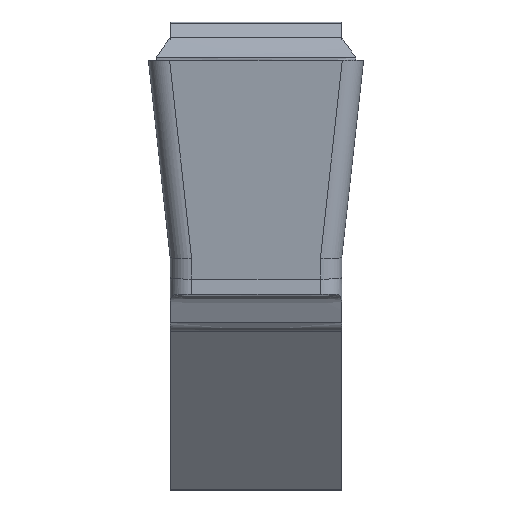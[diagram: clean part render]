
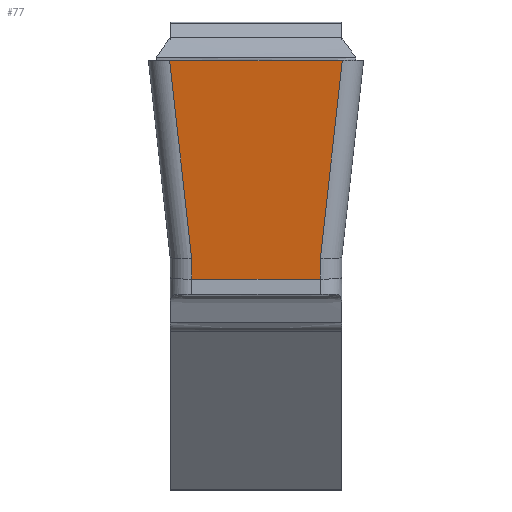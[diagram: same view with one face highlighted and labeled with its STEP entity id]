
A CAD part, front view. The second image highlights one B-rep face of the part: STEP entity #77.
In plain terms, the highlighted planar face has unit normal (0, -0.993, -0.122).
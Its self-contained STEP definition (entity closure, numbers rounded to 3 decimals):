
#77=ADVANCED_FACE('',(#128),#113,.F.);
#113=PLANE('',#730);
#128=FACE_OUTER_BOUND('',#164,.T.);
#164=EDGE_LOOP('',(#203,#204,#205,#206,#207,#208));
#203=ORIENTED_EDGE('',*,*,#457,.F.);
#204=ORIENTED_EDGE('',*,*,#458,.T.);
#205=ORIENTED_EDGE('',*,*,#459,.T.);
#206=ORIENTED_EDGE('',*,*,#460,.F.);
#207=ORIENTED_EDGE('',*,*,#461,.T.);
#208=ORIENTED_EDGE('',*,*,#462,.T.);
#395=VERTEX_POINT('',#1031);
#396=VERTEX_POINT('',#1032);
#397=VERTEX_POINT('',#1034);
#398=VERTEX_POINT('',#1036);
#399=VERTEX_POINT('',#1038);
#400=VERTEX_POINT('',#1040);
#457=EDGE_CURVE('',#395,#396,#553,.T.);
#458=EDGE_CURVE('',#395,#397,#554,.T.);
#459=EDGE_CURVE('',#397,#398,#555,.T.);
#460=EDGE_CURVE('',#399,#398,#556,.T.);
#461=EDGE_CURVE('',#399,#400,#557,.T.);
#462=EDGE_CURVE('',#400,#396,#558,.T.);
#553=LINE('',#1030,#607);
#554=LINE('',#1033,#608);
#555=LINE('',#1035,#609);
#556=LINE('',#1037,#610);
#557=LINE('',#1039,#611);
#558=LINE('',#1041,#612);
#607=VECTOR('',#792,1.);
#608=VECTOR('',#793,1.);
#609=VECTOR('',#794,1.);
#610=VECTOR('',#795,1.);
#611=VECTOR('',#796,1.);
#612=VECTOR('',#797,1.);
#730=AXIS2_PLACEMENT_3D('',#1042,#798,#799);
#792=DIRECTION('',(1.,0.,0.));
#793=DIRECTION('',(0.109,0.121,-0.987));
#794=DIRECTION('',(0.,0.122,-0.993));
#795=DIRECTION('',(-1.,0.,0.));
#796=DIRECTION('',(0.,-0.122,0.993));
#797=DIRECTION('',(0.109,-0.121,0.987));
#798=DIRECTION('',(0.,0.993,0.122));
#799=DIRECTION('',(0.,-0.122,0.993));
#1030=CARTESIAN_POINT('',(-2.024,-6.,-0.002));
#1031=CARTESIAN_POINT('',(-1.608,-6.,-0.002));
#1032=CARTESIAN_POINT('',(1.608,-6.,-0.002));
#1033=CARTESIAN_POINT('',(-1.502,-5.882,-0.963));
#1034=CARTESIAN_POINT('',(-1.2,-5.547,-3.686));
#1035=CARTESIAN_POINT('',(-1.2,-5.5,-4.072));
#1036=CARTESIAN_POINT('',(-1.2,-5.5,-4.072));
#1037=CARTESIAN_POINT('',(7.323,-5.5,-4.072));
#1038=CARTESIAN_POINT('',(1.2,-5.5,-4.072));
#1039=CARTESIAN_POINT('',(1.2,-5.53,-3.825));
#1040=CARTESIAN_POINT('',(1.2,-5.547,-3.686));
#1041=CARTESIAN_POINT('',(1.677,-6.076,0.616));
#1042=CARTESIAN_POINT('',(7.323,-6.,0.));
